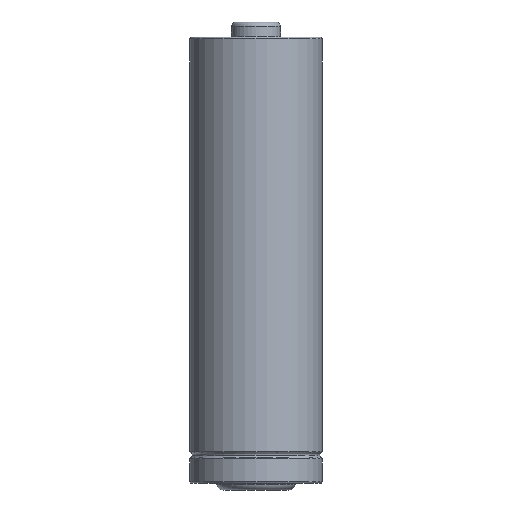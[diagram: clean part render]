
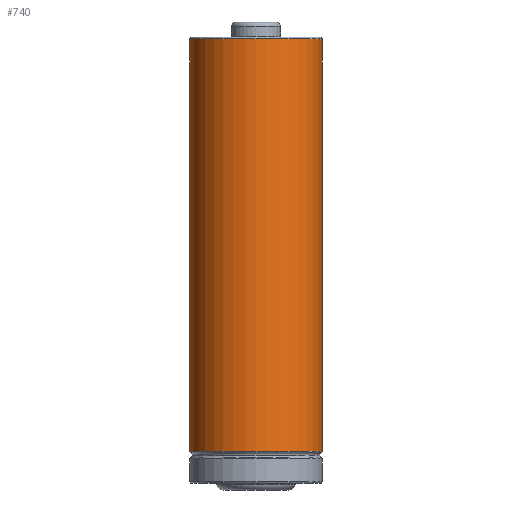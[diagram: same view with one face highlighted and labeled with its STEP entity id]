
A CAD part, front view. The second image highlights one B-rep face of the part: STEP entity #740.
In plain terms, the highlighted cylindrical face has radius 7 mm (diameter 14 mm), a partial arc.
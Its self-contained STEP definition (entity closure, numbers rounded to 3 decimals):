
#62 = ORIENTED_EDGE ( 'NONE', *, *, #682, .F. ) ;
#74 = AXIS2_PLACEMENT_3D ( 'NONE', #965, #114, #873 ) ;
#114 = DIRECTION ( 'NONE',  ( 0., 0., -1. ) ) ;
#142 = ORIENTED_EDGE ( 'NONE', *, *, #325, .T. ) ;
#147 = AXIS2_PLACEMENT_3D ( 'NONE', #783, #692, #942 ) ;
#202 = DIRECTION ( 'NONE',  ( 0., 0., 1. ) ) ;
#203 = VECTOR ( 'NONE', #701, 1000. ) ;
#210 = VERTEX_POINT ( 'NONE', #352 ) ;
#250 = CYLINDRICAL_SURFACE ( 'NONE', #74, 7. ) ;
#271 = FACE_OUTER_BOUND ( 'NONE', #307, .T. ) ;
#307 = EDGE_LOOP ( 'NONE', ( #62, #598, #674, #142 ) ) ;
#308 = VERTEX_POINT ( 'NONE', #969 ) ;
#325 = EDGE_CURVE ( 'NONE', #308, #897, #722, .T. ) ;
#352 = CARTESIAN_POINT ( 'NONE',  ( -7., 0., 47.1 ) ) ;
#382 = AXIS2_PLACEMENT_3D ( 'NONE', #542, #202, #889 ) ;
#388 = CARTESIAN_POINT ( 'NONE',  ( 7., 0., 3.403 ) ) ;
#438 = EDGE_CURVE ( 'NONE', #210, #308, #1074, .T. ) ;
#542 = CARTESIAN_POINT ( 'NONE',  ( 0., 0., 3.403 ) ) ;
#567 = VECTOR ( 'NONE', #1084, 1000. ) ;
#598 = ORIENTED_EDGE ( 'NONE', *, *, #690, .T. ) ;
#634 = CIRCLE ( 'NONE', #147, 7. ) ;
#674 = ORIENTED_EDGE ( 'NONE', *, *, #438, .T. ) ;
#682 = EDGE_CURVE ( 'NONE', #857, #897, #843, .T. ) ;
#690 = EDGE_CURVE ( 'NONE', #857, #210, #634, .T. ) ;
#692 = DIRECTION ( 'NONE',  ( 0., 0., -1. ) ) ;
#701 = DIRECTION ( 'NONE',  ( 0., 0., -1. ) ) ;
#722 = CIRCLE ( 'NONE', #382, 7. ) ;
#740 = ADVANCED_FACE ( 'NONE', ( #271 ), #250, .T. ) ;
#783 = CARTESIAN_POINT ( 'NONE',  ( 0., 0., 47.1 ) ) ;
#795 = CARTESIAN_POINT ( 'NONE',  ( 7., 0., 47.1 ) ) ;
#843 = LINE ( 'NONE', #1041, #203 ) ;
#857 = VERTEX_POINT ( 'NONE', #795 ) ;
#873 = DIRECTION ( 'NONE',  ( -1., 0., 0. ) ) ;
#889 = DIRECTION ( 'NONE',  ( 1., 0., 0. ) ) ;
#897 = VERTEX_POINT ( 'NONE', #388 ) ;
#942 = DIRECTION ( 'NONE',  ( 1., 0., 0. ) ) ;
#965 = CARTESIAN_POINT ( 'NONE',  ( 0., 0., 47.3 ) ) ;
#969 = CARTESIAN_POINT ( 'NONE',  ( -7., 0., 3.403 ) ) ;
#997 = CARTESIAN_POINT ( 'NONE',  ( -7., 0., 47.3 ) ) ;
#1041 = CARTESIAN_POINT ( 'NONE',  ( 7., 0., 47.3 ) ) ;
#1074 = LINE ( 'NONE', #997, #567 ) ;
#1084 = DIRECTION ( 'NONE',  ( 0., 0., -1. ) ) ;
